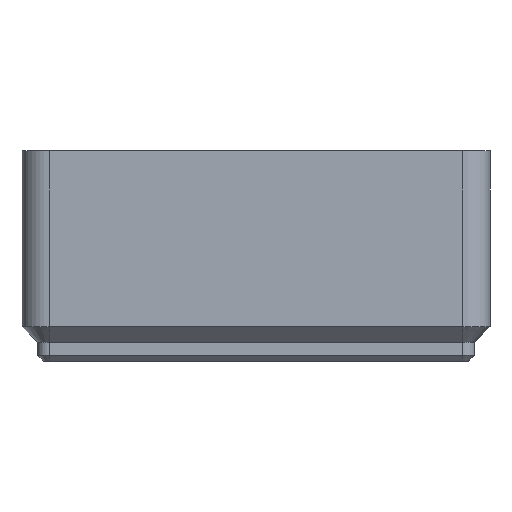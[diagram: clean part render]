
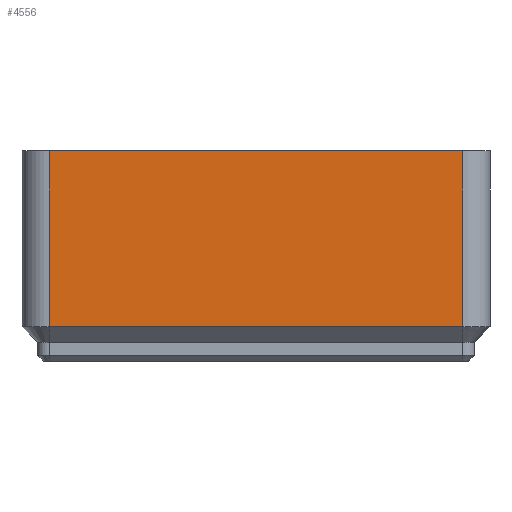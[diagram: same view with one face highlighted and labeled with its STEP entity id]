
A CAD part, front view. The second image highlights one B-rep face of the part: STEP entity #4556.
In plain terms, the highlighted planar face has unit normal (0, -1, 0).
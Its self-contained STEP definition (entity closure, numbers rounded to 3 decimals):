
#440=FACE_OUTER_BOUND('',#704,.T.);
#704=EDGE_LOOP('',(#4181,#4182,#4183,#4184));
#1146=LINE('',#7130,#1584);
#1191=LINE('',#7253,#1629);
#1294=LINE('',#7545,#1732);
#1340=LINE('',#7773,#1778);
#1584=VECTOR('',#5681,10.);
#1629=VECTOR('',#5816,10.);
#1732=VECTOR('',#6111,10.);
#1778=VECTOR('',#6443,10.);
#2020=VERTEX_POINT('',#7127);
#2021=VERTEX_POINT('',#7129);
#2054=VERTEX_POINT('',#7249);
#2147=VERTEX_POINT('',#7543);
#2528=EDGE_CURVE('',#2021,#2020,#1146,.T.);
#2590=EDGE_CURVE('',#2021,#2054,#1191,.T.);
#2739=EDGE_CURVE('',#2020,#2147,#1294,.T.);
#2850=EDGE_CURVE('',#2147,#2054,#1340,.T.);
#4181=ORIENTED_EDGE('',*,*,#2528,.T.);
#4182=ORIENTED_EDGE('',*,*,#2739,.T.);
#4183=ORIENTED_EDGE('',*,*,#2850,.T.);
#4184=ORIENTED_EDGE('',*,*,#2590,.F.);
#4305=PLANE('',#5050);
#4556=ADVANCED_FACE('',(#440),#4305,.T.);
#5050=AXIS2_PLACEMENT_3D('',#7778,#6450,#6451);
#5681=DIRECTION('',(0.,0.,1.));
#5816=DIRECTION('',(-1.,0.,0.));
#6111=DIRECTION('',(-1.,0.,0.));
#6443=DIRECTION('',(0.,0.,-1.));
#6450=DIRECTION('center_axis',(0.,-1.,0.));
#6451=DIRECTION('ref_axis',(1.,0.,0.));
#7127=CARTESIAN_POINT('',(60.75,0.,24.));
#7129=CARTESIAN_POINT('',(60.75,0.,-0.25));
#7130=CARTESIAN_POINT('',(60.75,0.,0.));
#7249=CARTESIAN_POINT('',(3.75,0.,-0.25));
#7253=CARTESIAN_POINT('',(54.625,0.,-0.25));
#7543=CARTESIAN_POINT('',(3.75,0.,24.));
#7545=CARTESIAN_POINT('',(16.125,0.,24.));
#7773=CARTESIAN_POINT('',(3.75,0.,0.));
#7778=CARTESIAN_POINT('Origin',(0.,0.,0.));
